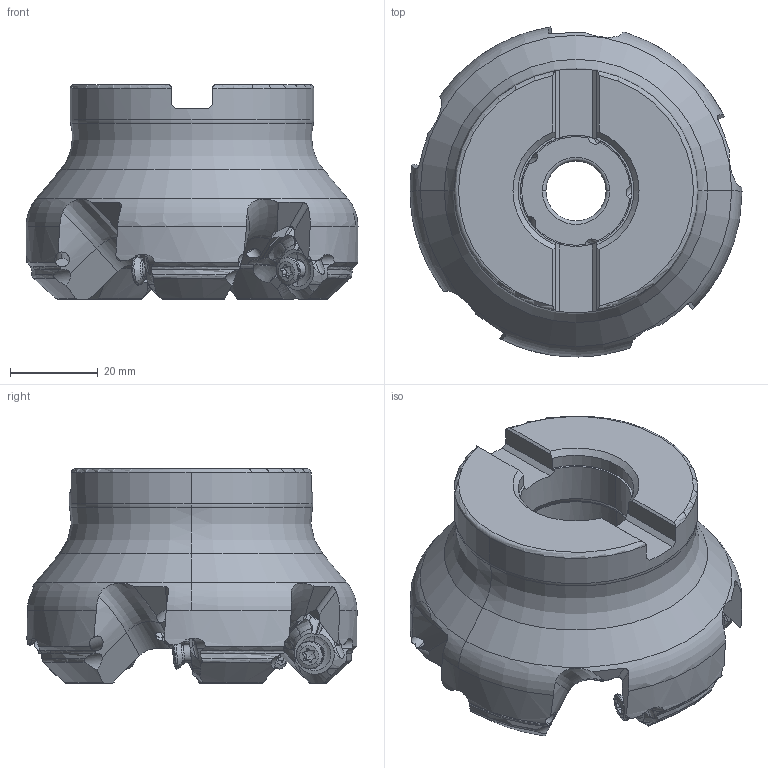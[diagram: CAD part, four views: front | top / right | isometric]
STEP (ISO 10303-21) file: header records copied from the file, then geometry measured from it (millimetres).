
FILE_DESCRIPTION(/* description */ (''),/* implementation_level */ '2;1');
FILE_NAME(/* name */ 'WSX445UR2505CA.stp',/* time_stamp */ '2021-09-08T11:36:18+09:00',/* author */ (''),/* organization */ (''),/* preprocessor_version */ 'ST-DEVELOPER v16',/* originating_system */ 'SIEMENS PLM Software NX 10.0',/* authorisation */ '');
FILE_SCHEMA (('AUTOMOTIVE_DESIGN { 1 0 10303 214 3 1 1 1 }'));
Products named in the file (1): WSX445UR2505CA_ASM
Bounding box: 75.79 x 75.35 x 49.05 mm (x, y, z)
Volume: 113227 mm3; surface area: 23256.5 mm2
Topology: 6 solids, 6 shells, 777 faces, 2025 edges, 1278 vertices
Faces by surface type: cylinder 242, plane 176, bspline 155, torus 94, extrusion 40, cone 35, sphere 35
Entity records: 49630 total; most frequent: CARTESIAN_POINT 31900, ORIENTED_EDGE 4030, DIRECTION 3137, EDGE_CURVE 2015, AXIS2_PLACEMENT_3D 1271, VERTEX_POINT 1251, B_SPLINE_CURVE_WITH_KNOTS 840, EDGE_LOOP 800
